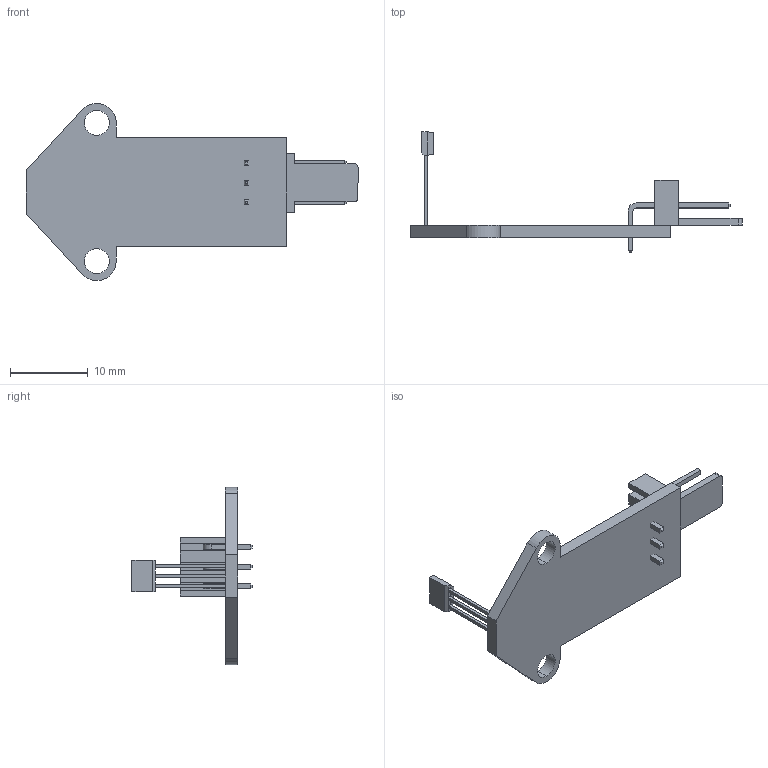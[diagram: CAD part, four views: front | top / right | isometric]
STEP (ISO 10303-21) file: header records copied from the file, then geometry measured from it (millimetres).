
FILE_DESCRIPTION (( 'STEP AP214' ), '1' );
FILE_NAME ('G3D_Hall_Sensor.STEP', '2014-06-13T19:08:27', ( 'Administrator' ), ( 'Administrator' ), 'SwSTEP 2.0', 'SolidWorks 2014', '' );
FILE_SCHEMA (( 'AUTOMOTIVE_DESIGN' ));
Length unit declared in the file: millimetre
Products named in the file (4): 02K; SIL_3_P_90DEG; PCB_Hall_Sensor; G3D_Hall_Sensor
Assembly tree (3 placements, depth 2):
  G3D_Hall_Sensor
    PCB_Hall_Sensor
    SIL_3_P_90DEG
    02K
Bounding box: 42.7 x 15.48 x 22.8 mm (x, y, z)
Volume: 965 mm3; surface area: 1666.1 mm2
Topology: 3 solids, 3 shells, 136 faces, 332 edges, 208 vertices
Faces by surface type: plane 121, cylinder 15
Entity records: 5335 total; most frequent: CARTESIAN_POINT 682, ORIENTED_EDGE 664, DIRECTION 646, EDGE_CURVE 332, LINE 302, VECTOR 302, VERTEX_POINT 208, AXIS2_PLACEMENT_3D 172
